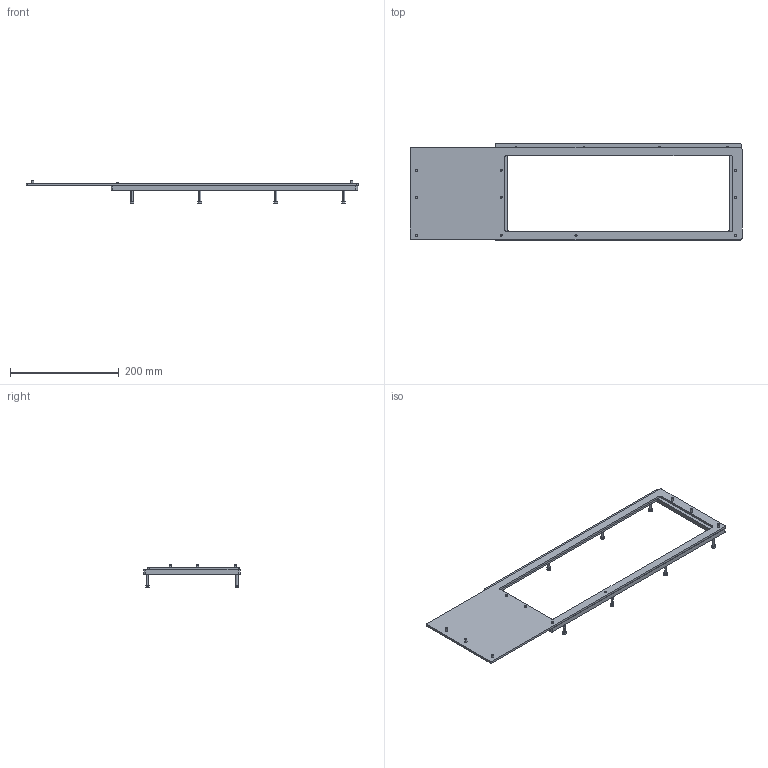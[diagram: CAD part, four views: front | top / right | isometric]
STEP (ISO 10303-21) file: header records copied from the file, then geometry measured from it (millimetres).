
FILE_DESCRIPTION (( 'STEP AP214' ), '1' );
FILE_NAME ('INGUN_115814.STEP', '2024-03-12T10:44:30', ( '' ), ( '' ), 'SwSTEP 2.0', 'SolidWorks 2021', '' );
FILE_SCHEMA (( 'AUTOMOTIVE_DESIGN' ));
Length unit declared in the file: millimetre
Products named in the file (7): 115691~1_S; 115776~0_S; DIN912~n_M04,0x014; DIN912~n_M04,0x010; DIN912~n_M04,0x025; INGUN_115814; DIN7991~n_M04,0x010
Assembly tree (19 placements, depth 2):
  INGUN_115814
    115776~0_S
    115691~1_S
    DIN912~n_M04,0x010  x3
    DIN912~n_M04,0x014  x3
    DIN7991~n_M04,0x010  x3
    DIN912~n_M04,0x025  x8
Bounding box: 612 x 178 x 43.3 mm (x, y, z)
Volume: 362604.4 mm3; surface area: 172987.1 mm2
Topology: 19 solids, 19 shells, 598 faces, 1489 edges, 966 vertices
Faces by surface type: cylinder 433, plane 91, cone 74
Entity records: 7648 total; most frequent: DIRECTION 1400, CARTESIAN_POINT 1187, ORIENTED_EDGE 1140, AXIS2_PLACEMENT_3D 585, EDGE_CURVE 570, VERTEX_POINT 372, CIRCLE 340, EDGE_LOOP 288
